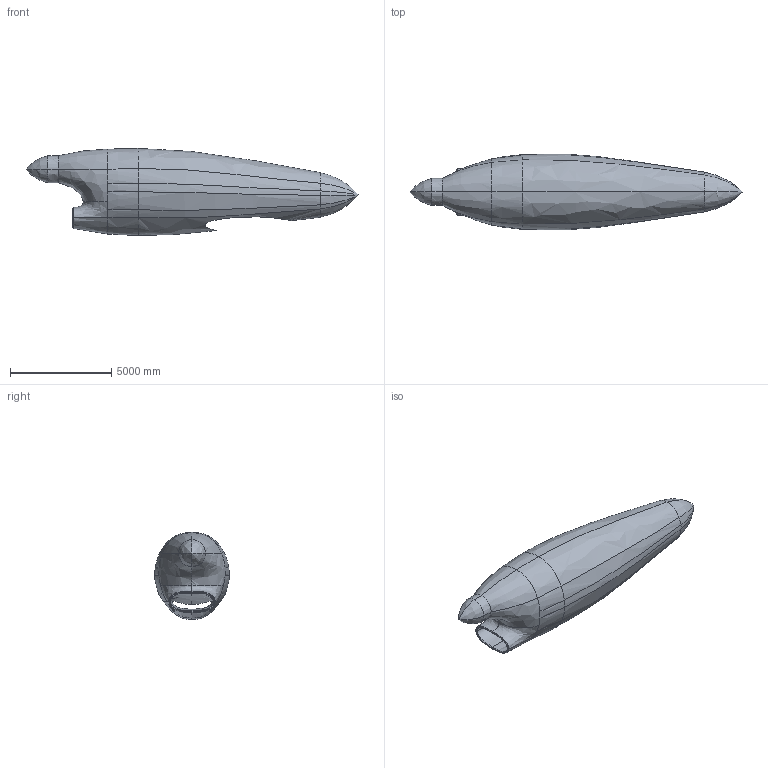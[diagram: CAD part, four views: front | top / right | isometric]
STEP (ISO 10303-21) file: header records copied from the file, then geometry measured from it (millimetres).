
FILE_DESCRIPTION(('Open CASCADE Model'),'2;1');
FILE_NAME('Open CASCADE Shape Model','2019-02-08T19:20:05',('Author'),( 'Open CASCADE'),'Open CASCADE STEP processor 7.3','Open CASCADE 7.3' ,'Unknown');
FILE_SCHEMA(('AUTOMOTIVE_DESIGN { 1 0 10303 214 1 1 1 1 }'));
Length unit declared in the file: metre
Products named in the file (1): Open CASCADE STEP translator 7.3 1
Bounding box: 16427.56 x 3738.88 x 4311.17 mm (x, y, z)
Volume: 104272543344.6 mm3; surface area: 186865443.8 mm2
Topology: 1 solids, 1 shells, 77 faces, 185 edges, 89 vertices
Faces by surface type: bspline 73, extrusion 4
Entity records: 30213 total; most frequent: CARTESIAN_POINT 27662, ORIENTED_EDGE 330, PCURVE 330, DEFINITIONAL_REPRESENTATION 330, B_SPLINE_CURVE_WITH_KNOTS 257, DIRECTION 200, VECTOR 198, LINE 194
